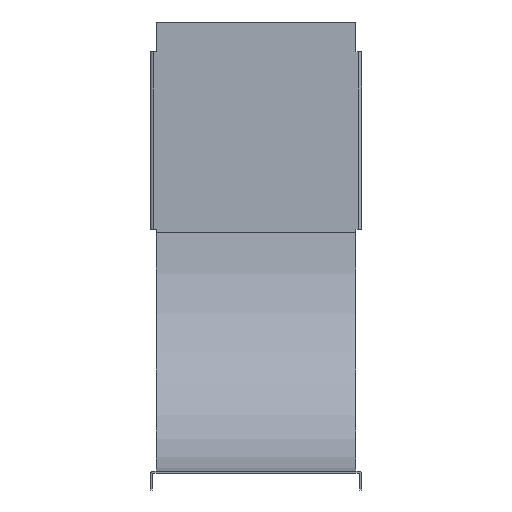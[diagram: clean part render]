
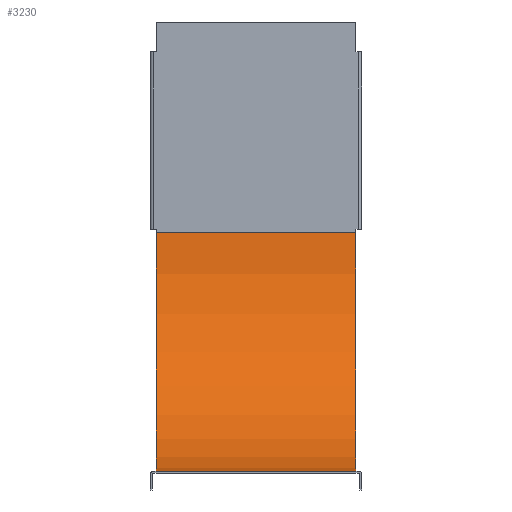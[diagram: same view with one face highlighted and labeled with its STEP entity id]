
A CAD part, front view. The second image highlights one B-rep face of the part: STEP entity #3230.
In plain terms, the highlighted cylindrical face has radius 119.9 mm (diameter 239.8 mm), a partial arc.
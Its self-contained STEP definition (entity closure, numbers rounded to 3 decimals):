
#2820=CARTESIAN_POINT('',(0.,89.1,120.15));
#2830=DIRECTION('',(-1.,0.,0.));
#2840=DIRECTION('',(0.,1.,0.));
#2850=AXIS2_PLACEMENT_3D('',#2820,#2830,#2840);
#2860=CYLINDRICAL_SURFACE('',#2850,119.9);
#2870=CARTESIAN_POINT('',(0.,89.1,120.15));
#2880=DIRECTION('',(-1.,0.,0.));
#2890=DIRECTION('',(0.,1.,-0.002));
#2900=AXIS2_PLACEMENT_3D('',#2870,#2880,#2890);
#2910=CIRCLE('',#2900,119.9);
#2920=CARTESIAN_POINT('',(0.,209.,119.944));
#2930=VERTEX_POINT('',#2920);
#2940=CARTESIAN_POINT('',(0.,89.1,0.25));
#2950=VERTEX_POINT('',#2940);
#2960=EDGE_CURVE('',#2930,#2950,#2910,.T.);
#2970=ORIENTED_EDGE('',*,*,#2960,.T.);
#2980=CARTESIAN_POINT('',(0.,209.,119.944));
#2990=DIRECTION('',(-1.,0.,0.));
#3000=VECTOR('',#2990,1.);
#3010=LINE('',#2980,#3000);
#3020=CARTESIAN_POINT('',(100.,209.,119.944));
#3030=VERTEX_POINT('',#3020);
#3040=EDGE_CURVE('',#3030,#2930,#3010,.T.);
#3050=ORIENTED_EDGE('',*,*,#3040,.T.);
#3060=CARTESIAN_POINT('',(100.,89.1,120.15));
#3070=DIRECTION('',(-1.,0.,0.));
#3080=DIRECTION('',(0.,1.,-0.002));
#3090=AXIS2_PLACEMENT_3D('',#3060,#3070,#3080);
#3100=CIRCLE('',#3090,119.9);
#3110=CARTESIAN_POINT('',(100.,89.1,0.25));
#3120=VERTEX_POINT('',#3110);
#3130=EDGE_CURVE('',#3030,#3120,#3100,.T.);
#3140=ORIENTED_EDGE('',*,*,#3130,.F.);
#3150=CARTESIAN_POINT('',(0.,89.1,0.25));
#3160=DIRECTION('',(-1.,0.,0.));
#3170=VECTOR('',#3160,1.);
#3180=LINE('',#3150,#3170);
#3190=EDGE_CURVE('',#3120,#2950,#3180,.T.);
#3200=ORIENTED_EDGE('',*,*,#3190,.F.);
#3210=EDGE_LOOP('',(#3200,#3140,#3050,#2970));
#3220=FACE_OUTER_BOUND('',#3210,.T.);
#3230=ADVANCED_FACE('',(#3220),#2860,.F.);
